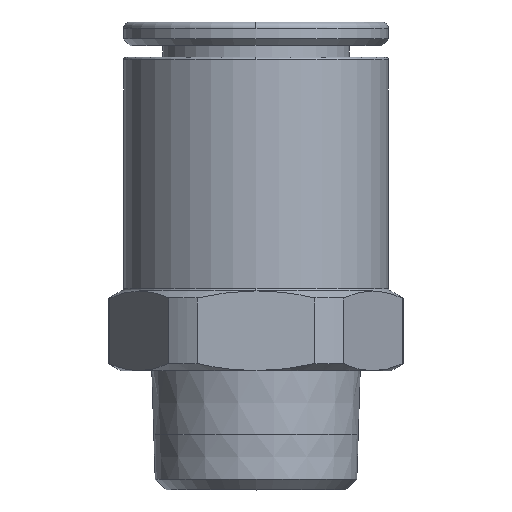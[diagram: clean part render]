
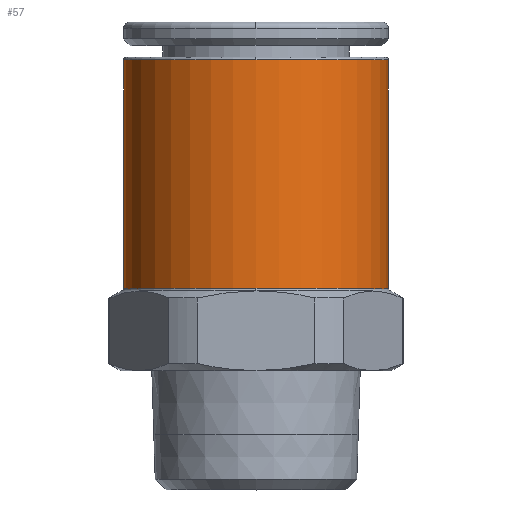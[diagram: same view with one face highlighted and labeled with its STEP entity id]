
A CAD part, top view. The second image highlights one B-rep face of the part: STEP entity #57.
In plain terms, the highlighted cylindrical face has radius 10.8 mm (diameter 21.6 mm), a partial arc.
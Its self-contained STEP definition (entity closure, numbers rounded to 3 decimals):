
#57=ADVANCED_FACE('',(#136),#137,.T.);
#136=FACE_OUTER_BOUND('',#279,.T.);
#137=CYLINDRICAL_SURFACE('',#280,10.8);
#279=EDGE_LOOP('',(#480,#481,#482,#483,#484,#485));
#280=AXIS2_PLACEMENT_3D('',#486,#487,#488);
#480=ORIENTED_EDGE('',*,*,#961,.F.);
#481=ORIENTED_EDGE('',*,*,#954,.T.);
#482=ORIENTED_EDGE('',*,*,#962,.T.);
#483=ORIENTED_EDGE('',*,*,#963,.F.);
#484=ORIENTED_EDGE('',*,*,#957,.F.);
#485=ORIENTED_EDGE('',*,*,#964,.F.);
#486=CARTESIAN_POINT('',(0.0,16.025,0.0));
#487=DIRECTION('',(0.0,1.0,0.0));
#488=DIRECTION('',(-1.0,0.0,0.0));
#954=EDGE_CURVE('',#1144,#1142,#1145,.T.);
#957=EDGE_CURVE('',#1147,#1150,#1151,.T.);
#961=EDGE_CURVE('',#1144,#1157,#1158,.T.);
#962=EDGE_CURVE('',#1142,#1159,#1160,.T.);
#963=EDGE_CURVE('',#1150,#1159,#1161,.T.);
#964=EDGE_CURVE('',#1157,#1147,#1162,.T.);
#1142=VERTEX_POINT('',#1460);
#1144=VERTEX_POINT('',#1462);
#1145=CIRCLE('',#1463,10.8);
#1147=VERTEX_POINT('',#1465);
#1150=VERTEX_POINT('',#1468);
#1151=CIRCLE('',#1469,10.8);
#1157=VERTEX_POINT('',#1475);
#1158=LINE('',#1476,#1477);
#1159=VERTEX_POINT('',#1478);
#1160=CIRCLE('',#1479,10.8);
#1161=LINE('',#1480,#1481);
#1162=CIRCLE('',#1482,10.8);
#1460=CARTESIAN_POINT('',(0.,6.702,10.8));
#1462=CARTESIAN_POINT('',(-10.8,6.702,0.0));
#1463=AXIS2_PLACEMENT_3D('',#1979,#1980,#1981);
#1465=CARTESIAN_POINT('',(0.,25.348,10.8));
#1468=CARTESIAN_POINT('',(10.8,25.348,0.));
#1469=AXIS2_PLACEMENT_3D('',#1988,#1989,#1990);
#1475=CARTESIAN_POINT('',(-10.8,25.348,0.0));
#1476=CARTESIAN_POINT('',(-10.8,16.025,0.));
#1477=VECTOR('',#2000,1.0);
#1478=CARTESIAN_POINT('',(10.8,6.702,0.));
#1479=AXIS2_PLACEMENT_3D('',#2001,#2002,#2003);
#1480=CARTESIAN_POINT('',(10.8,16.025,0.));
#1481=VECTOR('',#2004,1.0);
#1482=AXIS2_PLACEMENT_3D('',#2005,#2006,#2007);
#1979=CARTESIAN_POINT('',(0.0,6.702,0.0));
#1980=DIRECTION('',(0.0,1.0,0.0));
#1981=DIRECTION('',(-1.0,0.0,0.0));
#1988=CARTESIAN_POINT('',(0.0,25.348,0.0));
#1989=DIRECTION('',(0.0,1.0,0.0));
#1990=DIRECTION('',(-1.0,0.0,0.0));
#2000=DIRECTION('',(0.0,1.0,0.0));
#2001=CARTESIAN_POINT('',(0.0,6.702,0.0));
#2002=DIRECTION('',(0.0,1.0,0.0));
#2003=DIRECTION('',(-1.0,0.0,0.0));
#2004=DIRECTION('',(-0.0,-1.0,-0.0));
#2005=CARTESIAN_POINT('',(0.0,25.348,0.0));
#2006=DIRECTION('',(0.0,1.0,0.0));
#2007=DIRECTION('',(-1.0,0.0,0.0));
